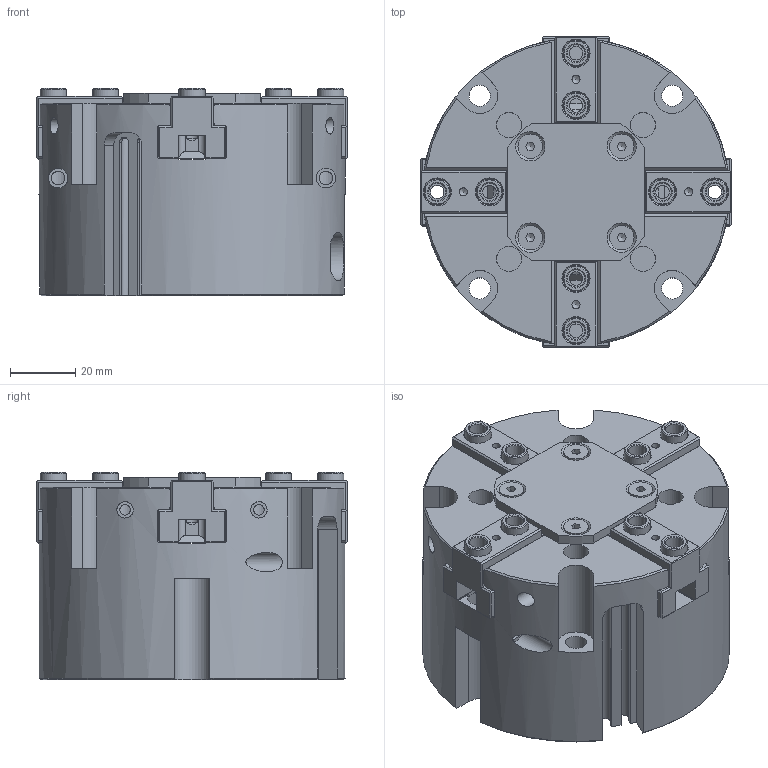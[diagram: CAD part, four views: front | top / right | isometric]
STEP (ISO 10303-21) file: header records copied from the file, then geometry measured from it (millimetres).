
FILE_DESCRIPTION(/* description */ (''),/* implementation_level */ '2;1');
FILE_NAME(/* name */ 'PFP 95 C1.stp',/* time_stamp */ '2021-06-12T07:36:02+02:00',/* author */ ('Francesca'),/* organization */ (''),/* preprocessor_version */ 'ST-DEVELOPER v17',/* originating_system */ 'Autodesk Inventor 2019',/* authorisation */ '');
FILE_SCHEMA (('AUTOMOTIVE_DESIGN { 1 0 10303 214 3 1 1 }'));
Length unit declared in the file: millimetre
Products named in the file (7): PFP-95-CLIENTE; PFP-95 CORPO-CLIENTE; MA4-95 COPERCHIO; MA4-95-FONDELLO; PZP80 GRIFFA; BOCCOLA 8H7L5.4; ISO 10642  - M4  x  8
Assembly tree (19 placements, depth 2):
  PFP-95-CLIENTE
    PFP-95 CORPO-CLIENTE
    MA4-95 COPERCHIO
    MA4-95-FONDELLO
    PZP80 GRIFFA  x4
    BOCCOLA 8H7L5.4  x8
    ISO 10642  - M4  x  8  x4
Bounding box: 95 x 95 x 63.5 mm (x, y, z)
Volume: 338506.7 mm3; surface area: 85923.2 mm2
Topology: 19 solids, 19 shells, 669 faces, 1875 edges, 1259 vertices
Faces by surface type: plane 403, cylinder 167, cone 98, torus 1
Full cylindrical faces by diameter (mm): 2.459 x4, 2.5 x2, 3.242 x9, 4 x4, 4.134 x13, 4.5 x4, 5 x4, 5.3 x8, 6 x4, 6.5 x4, 7.53 x4, 7.7 x4, 8 x16, 8.5 x2, 8.566 x2, 9.1 x2, 10 x1, 32 x1, 46 x1, 59.5 x1, 64 x4, 66.6 x1, 67 x1, 94 x1
Entity records: 13565 total; most frequent: CARTESIAN_POINT 3237, DIRECTION 2129, ORIENTED_EDGE 2114, EDGE_CURVE 1057, AXIS2_PLACEMENT_3D 786, VERTEX_POINT 729, LINE 557, VECTOR 557
